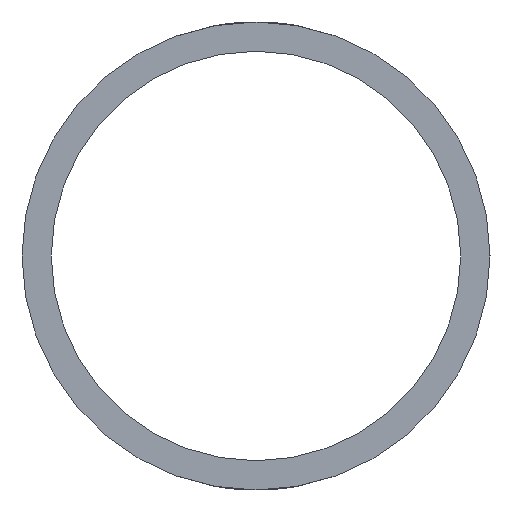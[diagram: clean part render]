
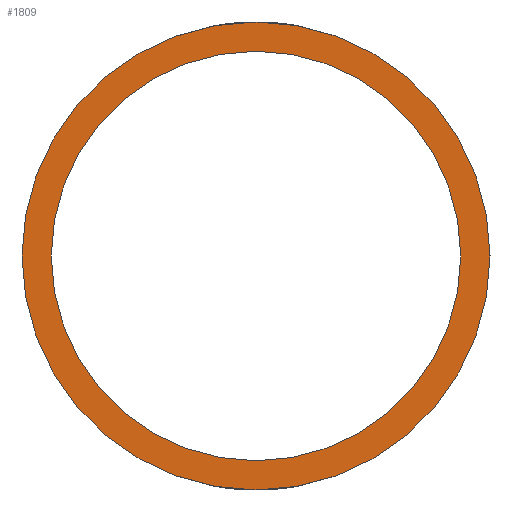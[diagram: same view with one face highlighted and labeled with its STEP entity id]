
A CAD part, left-side view. The second image highlights one B-rep face of the part: STEP entity #1809.
In plain terms, the highlighted planar face has unit normal (-1, 0, 0).
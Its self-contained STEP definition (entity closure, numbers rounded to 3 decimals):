
#21 = EDGE_CURVE('',#22,#22,#24,.T.);
#22 = VERTEX_POINT('',#23);
#23 = CARTESIAN_POINT('',(-65.,7.,0.));
#24 = SURFACE_CURVE('',#25,(#30,#42),.PCURVE_S1.);
#25 = CIRCLE('',#26,7.);
#26 = AXIS2_PLACEMENT_3D('',#27,#28,#29);
#27 = CARTESIAN_POINT('',(-65.,0.,0.));
#28 = DIRECTION('',(1.,0.,0.));
#29 = DIRECTION('',(0.,1.,0.));
#30 = PCURVE('',#31,#36);
#31 = CYLINDRICAL_SURFACE('',#32,7.);
#32 = AXIS2_PLACEMENT_3D('',#33,#34,#35);
#33 = CARTESIAN_POINT('',(-65.,0.,0.));
#34 = DIRECTION('',(1.,0.,0.));
#35 = DIRECTION('',(0.,1.,0.));
#36 = DEFINITIONAL_REPRESENTATION('',(#37),#41);
#37 = LINE('',#38,#39);
#38 = CARTESIAN_POINT('',(0.,0.));
#39 = VECTOR('',#40,1.);
#40 = DIRECTION('',(1.,0.));
#41 = ( GEOMETRIC_REPRESENTATION_CONTEXT(2) 
PARAMETRIC_REPRESENTATION_CONTEXT() REPRESENTATION_CONTEXT('2D SPACE',''
  ) );
#42 = PCURVE('',#43,#48);
#43 = PLANE('',#44);
#44 = AXIS2_PLACEMENT_3D('',#45,#46,#47);
#45 = CARTESIAN_POINT('',(-65.,0.,0.));
#46 = DIRECTION('',(1.,0.,0.));
#47 = DIRECTION('',(0.,1.,0.));
#48 = DEFINITIONAL_REPRESENTATION('',(#49),#53);
#49 = CIRCLE('',#50,7.);
#50 = AXIS2_PLACEMENT_2D('',#51,#52);
#51 = CARTESIAN_POINT('',(0.,0.));
#52 = DIRECTION('',(1.,0.));
#53 = ( GEOMETRIC_REPRESENTATION_CONTEXT(2) 
PARAMETRIC_REPRESENTATION_CONTEXT() REPRESENTATION_CONTEXT('2D SPACE',''
  ) );
#1809 = ADVANCED_FACE('',(#1810,#1841),#43,.F.);
#1810 = FACE_BOUND('',#1811,.F.);
#1811 = EDGE_LOOP('',(#1812));
#1812 = ORIENTED_EDGE('',*,*,#1813,.T.);
#1813 = EDGE_CURVE('',#1814,#1814,#1816,.T.);
#1814 = VERTEX_POINT('',#1815);
#1815 = CARTESIAN_POINT('',(-65.,8.,0.));
#1816 = SURFACE_CURVE('',#1817,(#1822,#1829),.PCURVE_S1.);
#1817 = CIRCLE('',#1818,8.);
#1818 = AXIS2_PLACEMENT_3D('',#1819,#1820,#1821);
#1819 = CARTESIAN_POINT('',(-65.,0.,0.));
#1820 = DIRECTION('',(1.,0.,0.));
#1821 = DIRECTION('',(0.,1.,0.));
#1822 = PCURVE('',#43,#1823);
#1823 = DEFINITIONAL_REPRESENTATION('',(#1824),#1828);
#1824 = CIRCLE('',#1825,8.);
#1825 = AXIS2_PLACEMENT_2D('',#1826,#1827);
#1826 = CARTESIAN_POINT('',(0.,0.));
#1827 = DIRECTION('',(1.,0.));
#1828 = ( GEOMETRIC_REPRESENTATION_CONTEXT(2) 
PARAMETRIC_REPRESENTATION_CONTEXT() REPRESENTATION_CONTEXT('2D SPACE',''
  ) );
#1829 = PCURVE('',#1830,#1835);
#1830 = CYLINDRICAL_SURFACE('',#1831,8.);
#1831 = AXIS2_PLACEMENT_3D('',#1832,#1833,#1834);
#1832 = CARTESIAN_POINT('',(65.,0.,0.));
#1833 = DIRECTION('',(-1.,0.,0.));
#1834 = DIRECTION('',(0.,1.,0.));
#1835 = DEFINITIONAL_REPRESENTATION('',(#1836),#1840);
#1836 = LINE('',#1837,#1838);
#1837 = CARTESIAN_POINT('',(0.,130.));
#1838 = VECTOR('',#1839,1.);
#1839 = DIRECTION('',(-1.,0.));
#1840 = ( GEOMETRIC_REPRESENTATION_CONTEXT(2) 
PARAMETRIC_REPRESENTATION_CONTEXT() REPRESENTATION_CONTEXT('2D SPACE',''
  ) );
#1841 = FACE_BOUND('',#1842,.F.);
#1842 = EDGE_LOOP('',(#1843));
#1843 = ORIENTED_EDGE('',*,*,#21,.F.);
